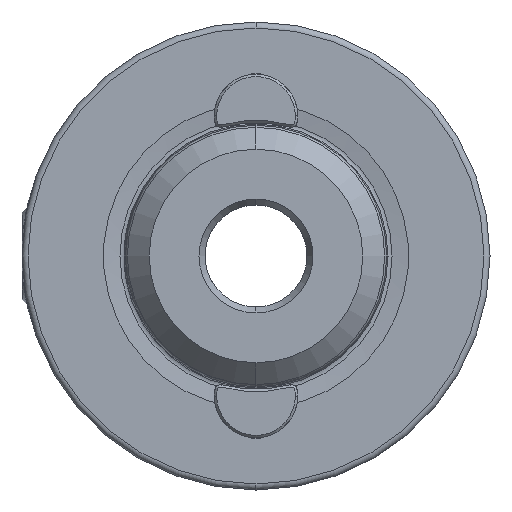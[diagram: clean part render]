
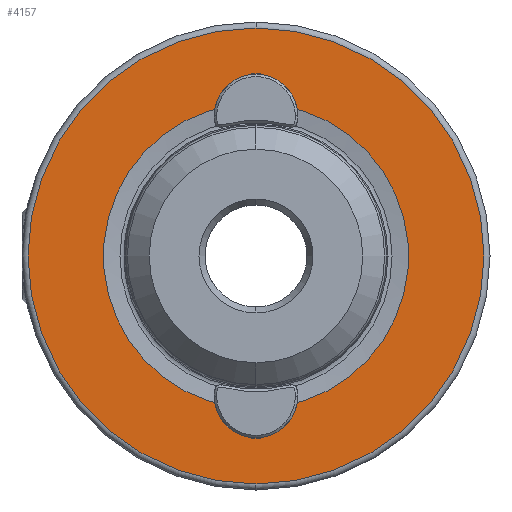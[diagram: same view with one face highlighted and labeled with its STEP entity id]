
A CAD part, left-side view. The second image highlights one B-rep face of the part: STEP entity #4157.
In plain terms, the highlighted planar face has unit normal (-1, 0, 0).
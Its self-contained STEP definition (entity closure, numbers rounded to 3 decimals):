
#4 = DIRECTION ( 'NONE',  ( -1., 0., 0. ) ) ;
#108 = CARTESIAN_POINT ( 'NONE',  ( 0., 1.899, -12.572 ) ) ;
#182 = DIRECTION ( 'NONE',  ( 0., 0., 1. ) ) ;
#268 = FACE_BOUND ( 'NONE', #327, .T. ) ;
#291 = AXIS2_PLACEMENT_3D ( 'NONE', #2077, #2061, #2049 ) ;
#310 = EDGE_CURVE ( 'NONE', #1905, #2023, #856, .T. ) ;
#327 = EDGE_LOOP ( 'NONE', ( #1828, #2016, #2177, #2194, #2300, #2360 ) ) ;
#341 = FACE_OUTER_BOUND ( 'NONE', #3269, .T. ) ;
#411 = CARTESIAN_POINT ( 'NONE',  ( 0., 0., 19. ) ) ;
#447 = DIRECTION ( 'NONE',  ( 0., 0., 1. ) ) ;
#454 = DIRECTION ( 'NONE',  ( -1., 0., 0. ) ) ;
#464 = CARTESIAN_POINT ( 'NONE',  ( 0., 0., -13.2 ) ) ;
#504 = AXIS2_PLACEMENT_3D ( 'NONE', #4508, #4, #1871 ) ;
#506 = AXIS2_PLACEMENT_3D ( 'NONE', #2358, #2353, #2345 ) ;
#623 = CARTESIAN_POINT ( 'NONE',  ( 0., 1.899, 12.572 ) ) ;
#841 = AXIS2_PLACEMENT_3D ( 'NONE', #2792, #2757, #2753 ) ;
#856 = CIRCLE ( 'NONE', #504, 19. ) ;
#905 = VERTEX_POINT ( 'NONE', #2939 ) ;
#1018 = CARTESIAN_POINT ( 'NONE',  ( 0., 0., -19. ) ) ;
#1028 = AXIS2_PLACEMENT_3D ( 'NONE', #4704, #4712, #182 ) ;
#1181 = EDGE_CURVE ( 'NONE', #4447, #1219, #3491, .T. ) ;
#1219 = VERTEX_POINT ( 'NONE', #108 ) ;
#1828 = ORIENTED_EDGE ( 'NONE', *, *, #1181, .F. ) ;
#1871 = DIRECTION ( 'NONE',  ( 0., 0., 1. ) ) ;
#1905 = VERTEX_POINT ( 'NONE', #1018 ) ;
#1922 = CIRCLE ( 'NONE', #2846, 2. ) ;
#1927 = CARTESIAN_POINT ( 'NONE',  ( 0., 0., -15.2 ) ) ;
#1983 = AXIS2_PLACEMENT_3D ( 'NONE', #464, #454, #447 ) ;
#2016 = ORIENTED_EDGE ( 'NONE', *, *, #4339, .T. ) ;
#2023 = VERTEX_POINT ( 'NONE', #411 ) ;
#2049 = DIRECTION ( 'NONE',  ( 0., 0., -1. ) ) ;
#2061 = DIRECTION ( 'NONE',  ( 1., 0., 0. ) ) ;
#2077 = CARTESIAN_POINT ( 'NONE',  ( 0., 0., 13.2 ) ) ;
#2177 = ORIENTED_EDGE ( 'NONE', *, *, #2861, .T. ) ;
#2194 = ORIENTED_EDGE ( 'NONE', *, *, #2802, .F. ) ;
#2259 = AXIS2_PLACEMENT_3D ( 'NONE', #3440, #3438, #3430 ) ;
#2300 = ORIENTED_EDGE ( 'NONE', *, *, #3622, .F. ) ;
#2345 = DIRECTION ( 'NONE',  ( 0., 0., -1. ) ) ;
#2353 = DIRECTION ( 'NONE',  ( 1., 0., 0. ) ) ;
#2358 = CARTESIAN_POINT ( 'NONE',  ( 0., 0., 13.2 ) ) ;
#2360 = ORIENTED_EDGE ( 'NONE', *, *, #4443, .F. ) ;
#2564 = DIRECTION ( 'NONE',  ( 0., 0., 1. ) ) ;
#2572 = EDGE_CURVE ( 'NONE', #2023, #1905, #4059, .T. ) ;
#2573 = DIRECTION ( 'NONE',  ( -1., 0., 0. ) ) ;
#2578 = CARTESIAN_POINT ( 'NONE',  ( 0., 0., 0. ) ) ;
#2634 = CARTESIAN_POINT ( 'NONE',  ( 0., 0., 15.2 ) ) ;
#2753 = DIRECTION ( 'NONE',  ( 0., 0., -1. ) ) ;
#2757 = DIRECTION ( 'NONE',  ( 1., 0., 0. ) ) ;
#2787 = DIRECTION ( 'NONE',  ( -1., 0., 0. ) ) ;
#2792 = CARTESIAN_POINT ( 'NONE',  ( 0., 0., -12.715 ) ) ;
#2802 = EDGE_CURVE ( 'NONE', #3542, #905, #4549, .T. ) ;
#2816 = VERTEX_POINT ( 'NONE', #2634 ) ;
#2846 = AXIS2_PLACEMENT_3D ( 'NONE', #2946, #2787, #2890 ) ;
#2855 = PLANE ( 'NONE',  #841 ) ;
#2861 = EDGE_CURVE ( 'NONE', #2816, #905, #4482, .T. ) ;
#2885 = ORIENTED_EDGE ( 'NONE', *, *, #2572, .T. ) ;
#2890 = DIRECTION ( 'NONE',  ( 0., 0., 1. ) ) ;
#2939 = CARTESIAN_POINT ( 'NONE',  ( 0., -1.899, 12.572 ) ) ;
#2946 = CARTESIAN_POINT ( 'NONE',  ( 0., 0., -13.2 ) ) ;
#2959 = ORIENTED_EDGE ( 'NONE', *, *, #310, .T. ) ;
#3269 = EDGE_LOOP ( 'NONE', ( #2885, #2959 ) ) ;
#3298 = AXIS2_PLACEMENT_3D ( 'NONE', #2578, #2573, #2564 ) ;
#3318 = CIRCLE ( 'NONE', #291, 2. ) ;
#3352 = CIRCLE ( 'NONE', #1983, 2. ) ;
#3430 = DIRECTION ( 'NONE',  ( 0., 0., 1. ) ) ;
#3438 = DIRECTION ( 'NONE',  ( -1., 0., 0. ) ) ;
#3440 = CARTESIAN_POINT ( 'NONE',  ( 0., 0., 0. ) ) ;
#3491 = CIRCLE ( 'NONE', #1028, 12.715 ) ;
#3542 = VERTEX_POINT ( 'NONE', #3938 ) ;
#3622 = EDGE_CURVE ( 'NONE', #4377, #3542, #1922, .T. ) ;
#3938 = CARTESIAN_POINT ( 'NONE',  ( 0., -1.899, -12.572 ) ) ;
#4059 = CIRCLE ( 'NONE', #2259, 19. ) ;
#4157 = ADVANCED_FACE ( 'NONE', ( #268, #341 ), #2855, .F. ) ;
#4339 = EDGE_CURVE ( 'NONE', #4447, #2816, #3318, .T. ) ;
#4377 = VERTEX_POINT ( 'NONE', #1927 ) ;
#4443 = EDGE_CURVE ( 'NONE', #1219, #4377, #3352, .T. ) ;
#4447 = VERTEX_POINT ( 'NONE', #623 ) ;
#4482 = CIRCLE ( 'NONE', #506, 2. ) ;
#4508 = CARTESIAN_POINT ( 'NONE',  ( 0., 0., 0. ) ) ;
#4549 = CIRCLE ( 'NONE', #3298, 12.715 ) ;
#4704 = CARTESIAN_POINT ( 'NONE',  ( 0., 0., 0. ) ) ;
#4712 = DIRECTION ( 'NONE',  ( -1., 0., 0. ) ) ;
